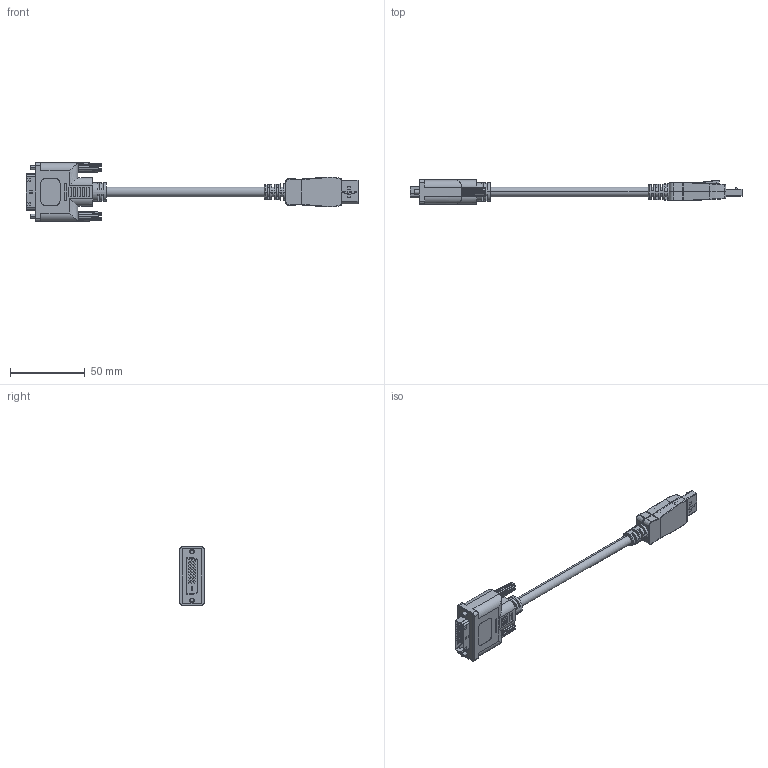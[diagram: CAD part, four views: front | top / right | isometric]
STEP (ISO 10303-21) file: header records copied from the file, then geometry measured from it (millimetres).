
FILE_DESCRIPTION (( 'STEP AP214' ), '1' );
FILE_NAME ('DPC00003.STEP', '2019-04-30T13:37:13', ( '' ), ( '' ), 'SwSTEP 2.0', 'SolidWorks 2018', '' );
FILE_SCHEMA (( 'AUTOMOTIVE_DESIGN' ));
Length unit declared in the file: inch
Products named in the file (16): CGDVI-MA1; 1AH04-003-MA5___; 1AH04-003-MA1___; CABLE DPCAMM_5" LONG; CGDVI-DL-MM-MA1_With Thumbscrews; 1AH04-003-MA3___; 1AH04-003-MA6___; DPC00003; 3AB19-024___; 3AA07-026; 3AB14-040; 1AH04-003-MA4_Without Crimp; 1AH04-003_Without Crimp; 1AJ07-013___; 1AH04-003-MA2___; 1AH04-003-MA7___
Assembly tree (16 placements, depth 4):
  DPC00003
    CABLE DPCAMM_5" LONG
    3AB19-024___
      1AH04-003_Without Crimp
        1AH04-003-MA1___
        1AH04-003-MA2___
        1AH04-003-MA3___
        1AH04-003-MA4_Without Crimp
        1AH04-003-MA5___
        1AH04-003-MA6___
        1AH04-003-MA7___
      1AJ07-013___
    CGDVI-DL-MM-MA1_With Thumbscrews
      CGDVI-MA1
      3AB14-040
      3AA07-026  x2
Bounding box: 221.37 x 16.26 x 39.2 mm (x, y, z)
Volume: 30935.4 mm3; surface area: 24289.2 mm2
Topology: 14 solids, 14 shells, 2313 faces, 6318 edges, 4119 vertices
Faces by surface type: plane 1672, cylinder 382, bspline 199, cone 34, torus 26
Entity records: 80030 total; most frequent: CARTESIAN_POINT 15771, ORIENTED_EDGE 12076, DIRECTION 10776, EDGE_CURVE 6038, LINE 4838, VECTOR 4838, VERTEX_POINT 3949, AXIS2_PLACEMENT_3D 2969
